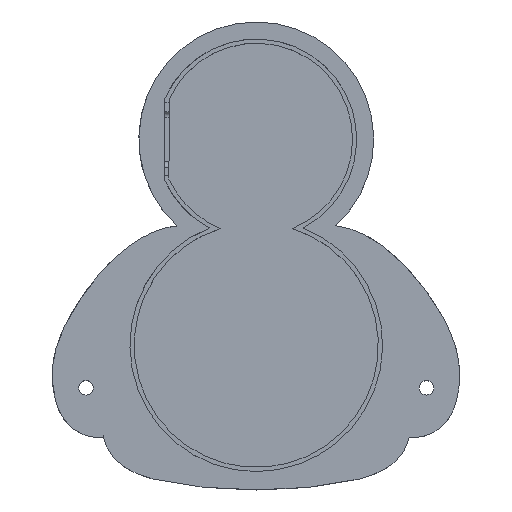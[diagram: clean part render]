
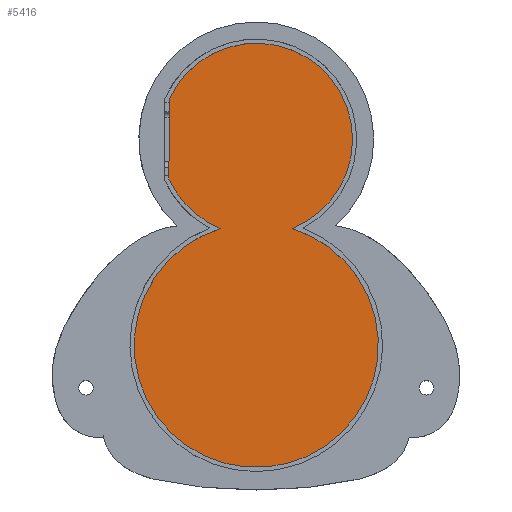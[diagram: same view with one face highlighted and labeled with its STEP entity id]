
A CAD part, top view. The second image highlights one B-rep face of the part: STEP entity #5416.
In plain terms, the highlighted planar face has unit normal (0, 0, 1).
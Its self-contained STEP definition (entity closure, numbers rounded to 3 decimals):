
#307=PLANE('',#5585);
#590=FACE_OUTER_BOUND('',#908,.T.);
#908=EDGE_LOOP('',(#5010,#5011,#5012,#5013));
#954=CIRCLE('',#5579,29.69);
#955=CIRCLE('',#5581,23.58);
#956=CIRCLE('',#5583,23.58);
#1359=LINE('',#11072,#1792);
#1792=VECTOR('',#6267,10.);
#2661=VERTEX_POINT('',#11070);
#2662=VERTEX_POINT('',#11071);
#2663=VERTEX_POINT('',#11076);
#2664=VERTEX_POINT('',#11077);
#3446=EDGE_CURVE('',#2661,#2662,#1359,.T.);
#3449=EDGE_CURVE('',#2663,#2664,#954,.T.);
#3452=EDGE_CURVE('',#2662,#2663,#955,.T.);
#3453=EDGE_CURVE('',#2664,#2661,#956,.T.);
#5010=ORIENTED_EDGE('',*,*,#3452,.T.);
#5011=ORIENTED_EDGE('',*,*,#3449,.T.);
#5012=ORIENTED_EDGE('',*,*,#3453,.T.);
#5013=ORIENTED_EDGE('',*,*,#3446,.T.);
#5416=ADVANCED_FACE('',(#590),#307,.T.);
#5579=AXIS2_PLACEMENT_3D('',#11078,#6272,#6273);
#5581=AXIS2_PLACEMENT_3D('',#11082,#6278,#6279);
#5583=AXIS2_PLACEMENT_3D('',#11084,#6282,#6283);
#5585=AXIS2_PLACEMENT_3D('',#11086,#6286,#6287);
#6267=DIRECTION('',(0.001,-1.,0.));
#6272=DIRECTION('center_axis',(0.,0.,1.));
#6273=DIRECTION('ref_axis',(-0.48,0.877,0.));
#6278=DIRECTION('center_axis',(0.,0.,1.));
#6279=DIRECTION('ref_axis',(-0.922,-0.387,0.));
#6282=DIRECTION('center_axis',(0.,0.,1.));
#6283=DIRECTION('ref_axis',(0.594,-0.804,0.));
#6286=DIRECTION('center_axis',(0.,0.,1.));
#6287=DIRECTION('ref_axis',(1.,0.,0.));
#11070=CARTESIAN_POINT('',(78.405,-42.182,-8.));
#11071=CARTESIAN_POINT('',(78.419,-61.115,-8.));
#11072=CARTESIAN_POINT('',(78.419,-60.329,-8.));
#11076=CARTESIAN_POINT('',(88.934,-72.449,-8.));
#11077=CARTESIAN_POINT('',(111.076,-72.453,-8.));
#11078=CARTESIAN_POINT('Origin',(100.,-100.,-8.));
#11082=CARTESIAN_POINT('Origin',(100.008,-51.632,-8.));
#11084=CARTESIAN_POINT('Origin',(100.008,-51.632,-8.));
#11086=CARTESIAN_POINT('Origin',(100.,-78.871,-8.));
